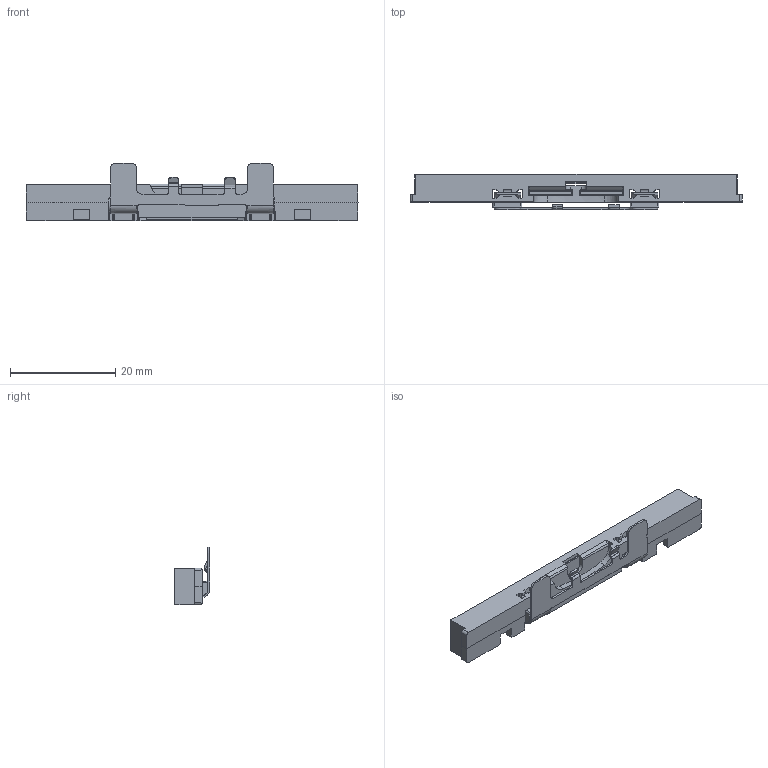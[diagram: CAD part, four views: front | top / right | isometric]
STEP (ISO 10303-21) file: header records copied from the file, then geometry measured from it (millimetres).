
FILE_DESCRIPTION((''),'2;1');
FILE_NAME('WAA8100_ASM','2025-10-31T14:42:41',('knorrj'),(''),'CREO PARAMETRIC BY PTC INC, 2025010','CREO PARAMETRIC BY PTC INC, 2025010','');
FILE_SCHEMA(('CONFIG_CONTROL_DESIGN','SHAPE_APPEARANCE_LAYERS_GROUPS'));
Length unit declared in the file: millimetre
Products named in the file (5): 9024950000; 9204303001; 9204302000_001; 9024950100_ASM; WAA8100_ASM
Assembly tree (4 placements, depth 3):
  WAA8100_ASM
    9024950100_ASM
      9024950000
      9204303001
      9204302000_001
Bounding box: 63 x 6.75 x 11 mm (x, y, z)
Volume: 1496.6 mm3; surface area: 4123.5 mm2
Topology: 3 solids, 3 shells, 503 faces, 1428 edges, 911 vertices
Faces by surface type: plane 261, cylinder 191, bspline 20, sphere 18, extrusion 6, torus 5, cone 2
Entity records: 23424 total; most frequent: CARTESIAN_POINT 4491, ORIENTED_EDGE 2824, DIRECTION 2466, PRESENTATION_STYLE_ASSIGNMENT 1433, STYLED_ITEM 1432, EDGE_CURVE 1412, CURVE_STYLE 1046, VECTOR 944
